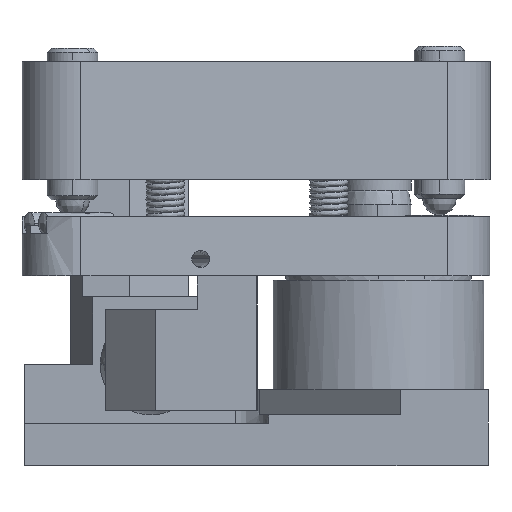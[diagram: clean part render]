
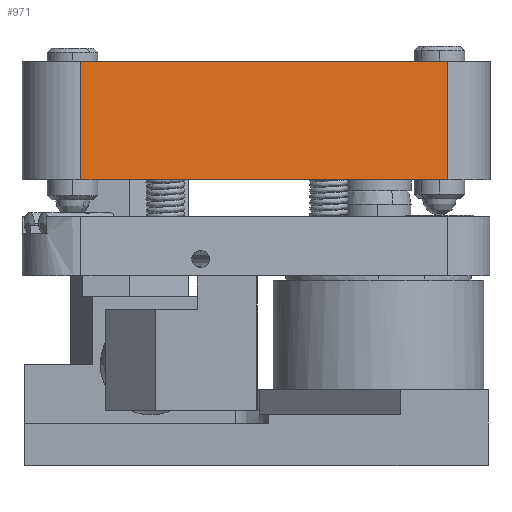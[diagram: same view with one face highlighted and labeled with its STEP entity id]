
A CAD part, left-side view. The second image highlights one B-rep face of the part: STEP entity #971.
In plain terms, the highlighted free-form (B-spline) face has degree [1, 1] with [2, 2] control points.
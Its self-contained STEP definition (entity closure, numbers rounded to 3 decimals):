
#971=ADVANCED_FACE('',(#1519),#20002,.T.);
#1519=FACE_OUTER_BOUND('',#2136,.T.);
#2136=EDGE_LOOP('',(#4673,#4674,#4675,#4676));
#4673=ORIENTED_EDGE('',*,*,#15124,.F.);
#4674=ORIENTED_EDGE('',*,*,#15165,.F.);
#4675=ORIENTED_EDGE('',*,*,#15166,.T.);
#4676=ORIENTED_EDGE('',*,*,#15167,.T.);
#8781=PCURVE('',#20000,#11745);
#8825=PCURVE('',#20267,#11789);
#8826=PCURVE('',#20002,#11790);
#8827=PCURVE('',#20002,#11791);
#8828=PCURVE('',#20002,#11792);
#8829=PCURVE('',#20002,#11793);
#8831=PCURVE('',#20268,#11795);
#8998=PCURVE('',#20016,#11962);
#11745=DEFINITIONAL_REPRESENTATION('',(#18119),#72348);
#11789=DEFINITIONAL_REPRESENTATION('',(#18149),#72348);
#11790=DEFINITIONAL_REPRESENTATION('',(#18150),#72348);
#11791=DEFINITIONAL_REPRESENTATION('',(#18151),#72348);
#11792=DEFINITIONAL_REPRESENTATION('',(#18153),#72348);
#11793=DEFINITIONAL_REPRESENTATION('',(#18155),#72348);
#11795=DEFINITIONAL_REPRESENTATION('',(#18157),#72348);
#11962=DEFINITIONAL_REPRESENTATION('',(#18353),#72348);
#13577=SURFACE_CURVE('',#18118,(#8781,#8826),.PCURVE_S1.);
#13618=SURFACE_CURVE('',#18148,(#8825,#8827),.PCURVE_S1.);
#13619=SURFACE_CURVE('',#18152,(#8828,#8998),.PCURVE_S1.);
#13620=SURFACE_CURVE('',#18154,(#8829,#8831),.PCURVE_S1.);
#15124=EDGE_CURVE('',#19597,#19598,#13577,.T.);
#15165=EDGE_CURVE('',#19629,#19597,#13618,.T.);
#15166=EDGE_CURVE('',#19629,#19630,#13619,.T.);
#15167=EDGE_CURVE('',#19630,#19598,#13620,.T.);
#18118=B_SPLINE_CURVE_WITH_KNOTS('',1,(#53480,#53481),.UNSPECIFIED.,.F.,
 .F.,(2,2),(-44.128,0.),.UNSPECIFIED.);
#18119=B_SPLINE_CURVE_WITH_KNOTS('',1,(#53482,#53483),.UNSPECIFIED.,.F.,
 .F.,(2,2),(-44.128,0.),.UNSPECIFIED.);
#18148=B_SPLINE_CURVE_WITH_KNOTS('',1,(#53779,#53780),.UNSPECIFIED.,.F.,
 .F.,(2,2),(0.,14.),.UNSPECIFIED.);
#18149=B_SPLINE_CURVE_WITH_KNOTS('',1,(#53781,#53782),.UNSPECIFIED.,.F.,
 .F.,(2,2),(0.,14.),.UNSPECIFIED.);
#18150=B_SPLINE_CURVE_WITH_KNOTS('',1,(#53783,#53784),.UNSPECIFIED.,.F.,
 .F.,(2,2),(-44.128,0.),.UNSPECIFIED.);
#18151=B_SPLINE_CURVE_WITH_KNOTS('',1,(#53785,#53786),.UNSPECIFIED.,.F.,
 .F.,(2,2),(0.,14.),.UNSPECIFIED.);
#18152=B_SPLINE_CURVE_WITH_KNOTS('',1,(#53787,#53788),.UNSPECIFIED.,.F.,
 .F.,(2,2),(0.,44.128),.UNSPECIFIED.);
#18153=B_SPLINE_CURVE_WITH_KNOTS('',1,(#53789,#53790),.UNSPECIFIED.,.F.,
 .F.,(2,2),(0.,44.128),.UNSPECIFIED.);
#18154=B_SPLINE_CURVE_WITH_KNOTS('',1,(#53791,#53792),.UNSPECIFIED.,.F.,
 .F.,(2,2),(0.,14.),.UNSPECIFIED.);
#18155=B_SPLINE_CURVE_WITH_KNOTS('',1,(#53793,#53794),.UNSPECIFIED.,.F.,
 .F.,(2,2),(0.,14.),.UNSPECIFIED.);
#18157=B_SPLINE_CURVE_WITH_KNOTS('',1,(#53797,#53798),.UNSPECIFIED.,.F.,
 .F.,(2,2),(0.,14.),.UNSPECIFIED.);
#18353=B_SPLINE_CURVE_WITH_KNOTS('',1,(#54358,#54359),.UNSPECIFIED.,.F.,
 .F.,(2,2),(0.,44.128),.UNSPECIFIED.);
#19597=VERTEX_POINT('',#51824);
#19598=VERTEX_POINT('',#51825);
#19629=VERTEX_POINT('',#51856);
#19630=VERTEX_POINT('',#51857);
#20000=B_SPLINE_SURFACE_WITH_KNOTS('',1,1,((#51047,#51048),(#51049,#51050)),
 .UNSPECIFIED.,.F.,.F.,.F.,(2,2),(2,2),(-41.089,40.274),
(-39.008,32.198),.UNSPECIFIED.);
#20002=B_SPLINE_SURFACE_WITH_KNOTS('',1,1,((#51073,#51074),(#51075,#51076)),
 .UNSPECIFIED.,.F.,.F.,.F.,(2,2),(2,2),(-12.52,4.52),(-4.551,
48.679),.UNSPECIFIED.);
#20016=B_SPLINE_SURFACE_WITH_KNOTS('',1,1,((#51489,#51490),(#51491,#51492)),
 .UNSPECIFIED.,.F.,.F.,.F.,(2,2),(2,2),(-39.008,32.198),
(-41.089,40.274),.UNSPECIFIED.);
#20267=(
BOUNDED_SURFACE()
B_SPLINE_SURFACE(2,1,((#51055,#51056),(#51057,#51058),(#51059,#51060),(#51061,
#51062),(#51063,#51064),(#51065,#51066),(#51067,#51068),(#51069,#51070),
(#51071,#51072)),.UNSPECIFIED.,.T.,.F.,.F.)
B_SPLINE_SURFACE_WITH_KNOTS((3,2,2,2,3),(2,2),(0.,1.571,3.142,
4.712,6.283),(0.,17.04),.UNSPECIFIED.)
GEOMETRIC_REPRESENTATION_ITEM()
RATIONAL_B_SPLINE_SURFACE(((1.,1.),(0.707,0.707),
(1.,1.),(0.707,0.707),(1.,1.),(0.707,
0.707),(1.,1.),(0.707,0.707),(1.,1.)))
REPRESENTATION_ITEM('')
SURFACE()
);
#20268=(
BOUNDED_SURFACE()
B_SPLINE_SURFACE(2,1,((#51077,#51078),(#51079,#51080),(#51081,#51082),(#51083,
#51084),(#51085,#51086),(#51087,#51088),(#51089,#51090),(#51091,#51092),
(#51093,#51094)),.UNSPECIFIED.,.T.,.F.,.F.)
B_SPLINE_SURFACE_WITH_KNOTS((3,2,2,2,3),(2,2),(0.,1.571,3.142,
4.712,6.283),(0.,17.04),.UNSPECIFIED.)
GEOMETRIC_REPRESENTATION_ITEM()
RATIONAL_B_SPLINE_SURFACE(((1.,1.),(0.707,0.707),
(1.,1.),(0.707,0.707),(1.,1.),(0.707,
0.707),(1.,1.),(0.707,0.707),(1.,1.)))
REPRESENTATION_ITEM('')
SURFACE()
);
#51047=CARTESIAN_POINT('',(50.366,-14.253,28.162));
#51048=CARTESIAN_POINT('',(-11.653,-49.238,28.162));
#51049=CARTESIAN_POINT('',(10.391,56.613,28.162));
#51050=CARTESIAN_POINT('',(-51.628,21.628,28.162));
#51055=CARTESIAN_POINT('',(-5.536,25.155,12.642));
#51056=CARTESIAN_POINT('',(-5.536,25.155,29.682));
#51057=CARTESIAN_POINT('',(-5.536,31.155,12.642));
#51058=CARTESIAN_POINT('',(-5.536,31.155,29.682));
#51059=CARTESIAN_POINT('',(-11.536,31.155,12.642));
#51060=CARTESIAN_POINT('',(-11.536,31.155,29.682));
#51061=CARTESIAN_POINT('',(-17.536,31.155,12.642));
#51062=CARTESIAN_POINT('',(-17.536,31.155,29.682));
#51063=CARTESIAN_POINT('',(-17.536,25.155,12.642));
#51064=CARTESIAN_POINT('',(-17.536,25.155,29.682));
#51065=CARTESIAN_POINT('',(-17.536,19.155,12.642));
#51066=CARTESIAN_POINT('',(-17.536,19.155,29.682));
#51067=CARTESIAN_POINT('',(-11.536,19.155,12.642));
#51068=CARTESIAN_POINT('',(-11.536,19.155,29.682));
#51069=CARTESIAN_POINT('',(-5.536,19.155,12.642));
#51070=CARTESIAN_POINT('',(-5.536,19.155,29.682));
#51071=CARTESIAN_POINT('',(-5.536,25.155,12.642));
#51072=CARTESIAN_POINT('',(-5.536,25.155,29.682));
#51073=CARTESIAN_POINT('',(-9.372,-23.844,12.642));
#51074=CARTESIAN_POINT('',(-18.208,28.647,12.642));
#51075=CARTESIAN_POINT('',(-9.372,-23.844,29.682));
#51076=CARTESIAN_POINT('',(-18.208,28.647,29.682));
#51077=CARTESIAN_POINT('',(1.789,-18.36,12.642));
#51078=CARTESIAN_POINT('',(1.789,-18.36,29.682));
#51079=CARTESIAN_POINT('',(1.789,-12.36,12.642));
#51080=CARTESIAN_POINT('',(1.789,-12.36,29.682));
#51081=CARTESIAN_POINT('',(-4.211,-12.36,12.642));
#51082=CARTESIAN_POINT('',(-4.211,-12.36,29.682));
#51083=CARTESIAN_POINT('',(-10.211,-12.36,12.642));
#51084=CARTESIAN_POINT('',(-10.211,-12.36,29.682));
#51085=CARTESIAN_POINT('',(-10.211,-18.36,12.642));
#51086=CARTESIAN_POINT('',(-10.211,-18.36,29.682));
#51087=CARTESIAN_POINT('',(-10.211,-24.36,12.642));
#51088=CARTESIAN_POINT('',(-10.211,-24.36,29.682));
#51089=CARTESIAN_POINT('',(-4.211,-24.36,12.642));
#51090=CARTESIAN_POINT('',(-4.211,-24.36,29.682));
#51091=CARTESIAN_POINT('',(1.789,-24.36,12.642));
#51092=CARTESIAN_POINT('',(1.789,-24.36,29.682));
#51093=CARTESIAN_POINT('',(1.789,-18.36,12.642));
#51094=CARTESIAN_POINT('',(1.789,-18.36,29.682));
#51489=CARTESIAN_POINT('',(50.366,-14.253,14.162));
#51490=CARTESIAN_POINT('',(10.391,56.613,14.162));
#51491=CARTESIAN_POINT('',(-11.653,-49.238,14.162));
#51492=CARTESIAN_POINT('',(-51.628,21.628,14.162));
#51824=CARTESIAN_POINT('',(-17.453,24.159,28.162));
#51825=CARTESIAN_POINT('',(-10.128,-19.356,28.162));
#51856=CARTESIAN_POINT('',(-17.453,24.159,14.162));
#51857=CARTESIAN_POINT('',(-10.128,-19.356,14.162));
#53480=CARTESIAN_POINT('',(-17.453,24.159,28.162));
#53481=CARTESIAN_POINT('',(-10.128,-19.356,28.162));
#53482=CARTESIAN_POINT('',(25.688,1.188));
#53483=CARTESIAN_POINT('',(-15.812,16.188));
#53779=CARTESIAN_POINT('',(-17.453,24.159,14.162));
#53780=CARTESIAN_POINT('',(-17.453,24.159,28.162));
#53781=CARTESIAN_POINT('',(3.321,1.52));
#53782=CARTESIAN_POINT('',(3.321,15.52));
#53783=CARTESIAN_POINT('',(3.,44.128));
#53784=CARTESIAN_POINT('',(3.,0.));
#53785=CARTESIAN_POINT('',(-11.,44.128));
#53786=CARTESIAN_POINT('',(3.,44.128));
#53787=CARTESIAN_POINT('',(-17.453,24.159,14.162));
#53788=CARTESIAN_POINT('',(-10.128,-19.356,14.162));
#53789=CARTESIAN_POINT('',(-11.,44.128));
#53790=CARTESIAN_POINT('',(-11.,0.));
#53791=CARTESIAN_POINT('',(-10.128,-19.356,14.162));
#53792=CARTESIAN_POINT('',(-10.128,-19.356,28.162));
#53793=CARTESIAN_POINT('',(-11.,0.));
#53794=CARTESIAN_POINT('',(3.,0.));
#53797=CARTESIAN_POINT('',(3.321,1.52));
#53798=CARTESIAN_POINT('',(3.321,15.52));
#54358=CARTESIAN_POINT('',(1.188,25.688));
#54359=CARTESIAN_POINT('',(16.188,-15.812));
#72348=(
GEOMETRIC_REPRESENTATION_CONTEXT(2)
PARAMETRIC_REPRESENTATION_CONTEXT()
REPRESENTATION_CONTEXT('pspace','')
);
